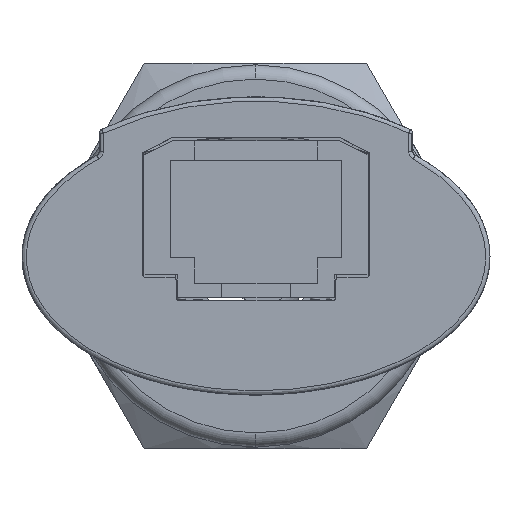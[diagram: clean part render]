
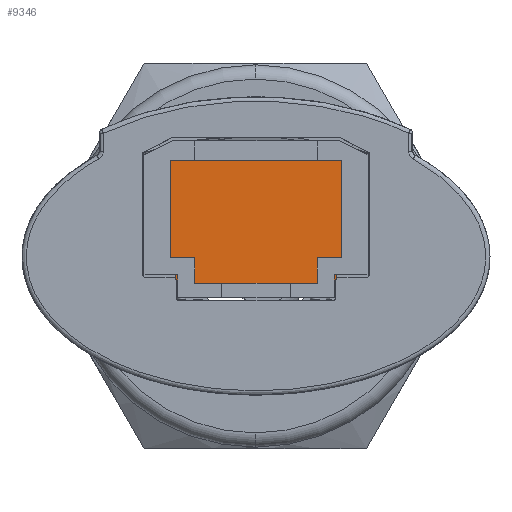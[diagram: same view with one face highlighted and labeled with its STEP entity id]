
A CAD part, left-side view. The second image highlights one B-rep face of the part: STEP entity #9346.
In plain terms, the highlighted planar face has unit normal (-1, 0, 0).
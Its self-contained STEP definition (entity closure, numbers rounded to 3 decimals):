
#5660=CARTESIAN_POINT('',(-43.22,-5.625,-2.87));
#5661=VERTEX_POINT('',#5660);
#5669=CARTESIAN_POINT('',(-43.22,5.625,-2.87));
#5670=VERTEX_POINT('',#5669);
#5671=CARTESIAN_POINT('',(-43.22,5.625,-2.87));
#5672=DIRECTION('',(0.0,-1.0,0.0));
#5673=VECTOR('',#5672,11.25);
#5674=LINE('',#5671,#5673);
#5675=EDGE_CURVE('',#5670,#5661,#5674,.T.);
#7983=CARTESIAN_POINT('',(-43.22,-4.3,-0.07));
#7984=VERTEX_POINT('',#7983);
#7985=CARTESIAN_POINT('',(-43.22,-6.,-0.07));
#7986=VERTEX_POINT('',#7985);
#7987=CARTESIAN_POINT('',(-43.22,-4.3,-0.07));
#7988=DIRECTION('',(0.0,-1.0,0.0));
#7989=VECTOR('',#7988,1.7);
#7990=LINE('',#7987,#7989);
#7991=EDGE_CURVE('',#7984,#7986,#7990,.T.);
#8014=CARTESIAN_POINT('',(-43.22,-6.,6.73));
#8015=VERTEX_POINT('',#8014);
#8016=CARTESIAN_POINT('',(-43.22,-6.,-0.07));
#8017=DIRECTION('',(0.0,0.0,1.0));
#8018=VECTOR('',#8017,6.8);
#8019=LINE('',#8016,#8018);
#8020=EDGE_CURVE('',#7986,#8015,#8019,.T.);
#8038=CARTESIAN_POINT('',(-43.22,6.,6.73));
#8039=VERTEX_POINT('',#8038);
#8040=CARTESIAN_POINT('',(-43.22,-6.,6.73));
#8041=DIRECTION('',(0.0,1.0,0.0));
#8042=VECTOR('',#8041,12.);
#8043=LINE('',#8040,#8042);
#8044=EDGE_CURVE('',#8015,#8039,#8043,.T.);
#8068=CARTESIAN_POINT('',(-43.22,6.,-0.07));
#8069=VERTEX_POINT('',#8068);
#8070=CARTESIAN_POINT('',(-43.22,6.,6.73));
#8071=DIRECTION('',(0.0,0.0,-1.0));
#8072=VECTOR('',#8071,6.8);
#8073=LINE('',#8070,#8072);
#8074=EDGE_CURVE('',#8039,#8069,#8073,.T.);
#8092=CARTESIAN_POINT('',(-43.22,4.3,-0.07));
#8093=VERTEX_POINT('',#8092);
#8094=CARTESIAN_POINT('',(-43.22,6.,-0.07));
#8095=DIRECTION('',(0.0,-1.0,0.0));
#8096=VECTOR('',#8095,1.7);
#8097=LINE('',#8094,#8096);
#8098=EDGE_CURVE('',#8069,#8093,#8097,.T.);
#8124=CARTESIAN_POINT('',(-43.22,4.3,-1.27));
#8125=VERTEX_POINT('',#8124);
#8132=CARTESIAN_POINT('',(-43.22,4.3,-0.07));
#8133=DIRECTION('',(0.0,0.0,-1.0));
#8134=VECTOR('',#8133,1.2);
#8135=LINE('',#8132,#8134);
#8136=EDGE_CURVE('',#8093,#8125,#8135,.T.);
#8151=CARTESIAN_POINT('',(-43.22,-4.3,-1.27));
#8152=VERTEX_POINT('',#8151);
#8168=CARTESIAN_POINT('',(-43.22,-4.3,-1.27));
#8169=DIRECTION('',(0.0,0.0,1.0));
#8170=VECTOR('',#8169,1.2);
#8171=LINE('',#8168,#8170);
#8172=EDGE_CURVE('',#8152,#7984,#8171,.T.);
#8295=CARTESIAN_POINT('',(-43.22,-5.625,-1.27));
#8296=VERTEX_POINT('',#8295);
#8297=CARTESIAN_POINT('',(-43.22,-5.625,-1.27));
#8298=DIRECTION('',(0.0,1.0,0.0));
#8299=VECTOR('',#8298,1.325);
#8300=LINE('',#8297,#8299);
#8301=EDGE_CURVE('',#8296,#8152,#8300,.T.);
#8526=CARTESIAN_POINT('',(-43.22,5.625,-1.27));
#8527=VERTEX_POINT('',#8526);
#8535=CARTESIAN_POINT('',(-43.22,4.3,-1.27));
#8536=DIRECTION('',(0.0,1.0,0.0));
#8537=VECTOR('',#8536,1.325);
#8538=LINE('',#8535,#8537);
#8539=EDGE_CURVE('',#8125,#8527,#8538,.T.);
#9311=CARTESIAN_POINT('',(-43.22,-5.625,-2.87));
#9312=DIRECTION('',(0.0,0.0,1.0));
#9313=VECTOR('',#9312,1.6);
#9314=LINE('',#9311,#9313);
#9315=EDGE_CURVE('',#5661,#8296,#9314,.T.);
#9322=CARTESIAN_POINT('',(-43.22,-5.625,-2.87));
#9323=DIRECTION('',(-1.0,0.0,0.0));
#9324=DIRECTION('',(0.0,0.0,1.0));
#9325=AXIS2_PLACEMENT_3D('',#9322,#9323,#9324);
#9326=PLANE('',#9325);
#9327=ORIENTED_EDGE('',*,*,#8539,.T.);
#9328=CARTESIAN_POINT('',(-43.22,5.625,-2.87));
#9329=DIRECTION('',(0.0,0.0,1.0));
#9330=VECTOR('',#9329,1.6);
#9331=LINE('',#9328,#9330);
#9332=EDGE_CURVE('',#5670,#8527,#9331,.T.);
#9333=ORIENTED_EDGE('',*,*,#9332,.F.);
#9334=ORIENTED_EDGE('',*,*,#5675,.T.);
#9335=ORIENTED_EDGE('',*,*,#9315,.T.);
#9336=ORIENTED_EDGE('',*,*,#8301,.T.);
#9337=ORIENTED_EDGE('',*,*,#8172,.T.);
#9338=ORIENTED_EDGE('',*,*,#7991,.T.);
#9339=ORIENTED_EDGE('',*,*,#8020,.T.);
#9340=ORIENTED_EDGE('',*,*,#8044,.T.);
#9341=ORIENTED_EDGE('',*,*,#8074,.T.);
#9342=ORIENTED_EDGE('',*,*,#8098,.T.);
#9343=ORIENTED_EDGE('',*,*,#8136,.T.);
#9344=EDGE_LOOP('',(#9327,#9333,#9334,#9335,#9336,#9337,#9338,#9339,#9340,#9341,#9342,#9343));
#9345=FACE_OUTER_BOUND('',#9344,.T.);
#9346=ADVANCED_FACE('',(#9345),#9326,.T.);
